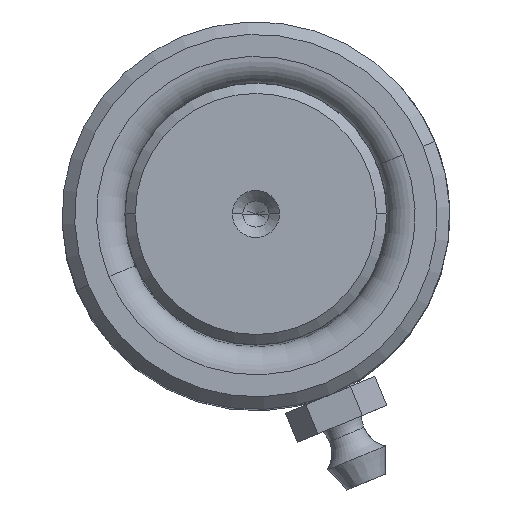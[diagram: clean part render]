
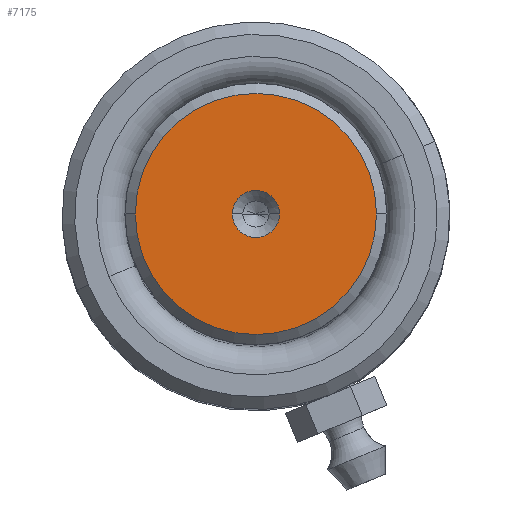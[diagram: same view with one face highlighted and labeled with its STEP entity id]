
A CAD part, top view. The second image highlights one B-rep face of the part: STEP entity #7175.
In plain terms, the highlighted planar face has unit normal (0, 0, 1).
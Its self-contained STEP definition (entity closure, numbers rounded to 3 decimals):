
#300 = CARTESIAN_POINT ( 'NONE',  ( 0., 0., 170. ) ) ;
#575 = EDGE_CURVE ( 'NONE', #1247, #6131, #3781, .T. ) ;
#695 = CARTESIAN_POINT ( 'NONE',  ( 0., 0., 170. ) ) ;
#750 = DIRECTION ( 'NONE',  ( 0., 0., 1. ) ) ;
#920 = FACE_BOUND ( 'NONE', #3150, .T. ) ;
#947 = CIRCLE ( 'NONE', #6119, 2.25 ) ;
#966 = CARTESIAN_POINT ( 'NONE',  ( 0., 0., 170. ) ) ;
#1173 = CARTESIAN_POINT ( 'NONE',  ( 0., 0., 170. ) ) ;
#1244 = CARTESIAN_POINT ( 'NONE',  ( 11.509, 0., 170. ) ) ;
#1247 = VERTEX_POINT ( 'NONE', #7626 ) ;
#1367 = CARTESIAN_POINT ( 'NONE',  ( -11.509, 0., 170. ) ) ;
#1456 = VERTEX_POINT ( 'NONE', #1367 ) ;
#1458 = DIRECTION ( 'NONE',  ( 1., 0., 0. ) ) ;
#1796 = DIRECTION ( 'NONE',  ( 0., 0., 1. ) ) ;
#2091 = CARTESIAN_POINT ( 'NONE',  ( 0., 0., 170. ) ) ;
#2457 = EDGE_CURVE ( 'NONE', #5735, #1456, #2515, .T. ) ;
#2515 = CIRCLE ( 'NONE', #7359, 11.509 ) ;
#2692 = EDGE_CURVE ( 'NONE', #6131, #1247, #947, .T. ) ;
#2810 = ORIENTED_EDGE ( 'NONE', *, *, #2457, .T. ) ;
#3150 = EDGE_LOOP ( 'NONE', ( #4917, #5815 ) ) ;
#3519 = AXIS2_PLACEMENT_3D ( 'NONE', #966, #3950, #5085 ) ;
#3781 = CIRCLE ( 'NONE', #5657, 2.25 ) ;
#3829 = PLANE ( 'NONE',  #6624 ) ;
#3830 = EDGE_LOOP ( 'NONE', ( #5649, #2810 ) ) ;
#3950 = DIRECTION ( 'NONE',  ( 0., 0., 1. ) ) ;
#4917 = ORIENTED_EDGE ( 'NONE', *, *, #575, .F. ) ;
#5085 = DIRECTION ( 'NONE',  ( 1., 0., 0. ) ) ;
#5389 = DIRECTION ( 'NONE',  ( 1., 0., 0. ) ) ;
#5456 = EDGE_CURVE ( 'NONE', #1456, #5735, #5975, .T. ) ;
#5649 = ORIENTED_EDGE ( 'NONE', *, *, #5456, .T. ) ;
#5657 = AXIS2_PLACEMENT_3D ( 'NONE', #1173, #1796, #6000 ) ;
#5735 = VERTEX_POINT ( 'NONE', #1244 ) ;
#5815 = ORIENTED_EDGE ( 'NONE', *, *, #2692, .F. ) ;
#5975 = CIRCLE ( 'NONE', #3519, 11.509 ) ;
#6000 = DIRECTION ( 'NONE',  ( 1., 0., 0. ) ) ;
#6119 = AXIS2_PLACEMENT_3D ( 'NONE', #695, #750, #5389 ) ;
#6131 = VERTEX_POINT ( 'NONE', #6364 ) ;
#6364 = CARTESIAN_POINT ( 'NONE',  ( -2.25, 0., 170. ) ) ;
#6624 = AXIS2_PLACEMENT_3D ( 'NONE', #2091, #7407, #7380 ) ;
#6695 = DIRECTION ( 'NONE',  ( 0., 0., 1. ) ) ;
#6816 = FACE_OUTER_BOUND ( 'NONE', #3830, .T. ) ;
#7175 = ADVANCED_FACE ( 'NONE', ( #920, #6816 ), #3829, .T. ) ;
#7359 = AXIS2_PLACEMENT_3D ( 'NONE', #300, #6695, #1458 ) ;
#7380 = DIRECTION ( 'NONE',  ( 1., 0., 0. ) ) ;
#7407 = DIRECTION ( 'NONE',  ( 0., 0., 1. ) ) ;
#7626 = CARTESIAN_POINT ( 'NONE',  ( 2.25, 0., 170. ) ) ;
